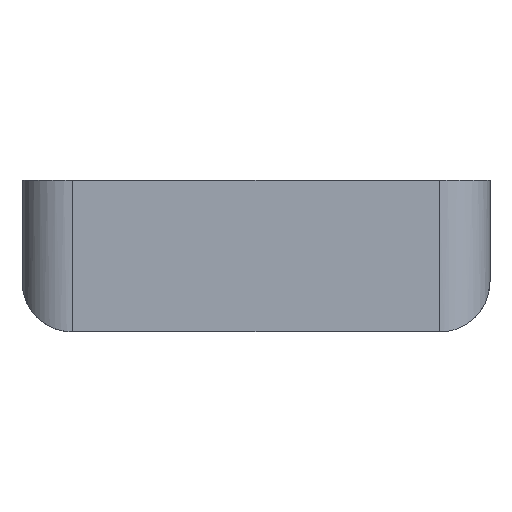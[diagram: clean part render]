
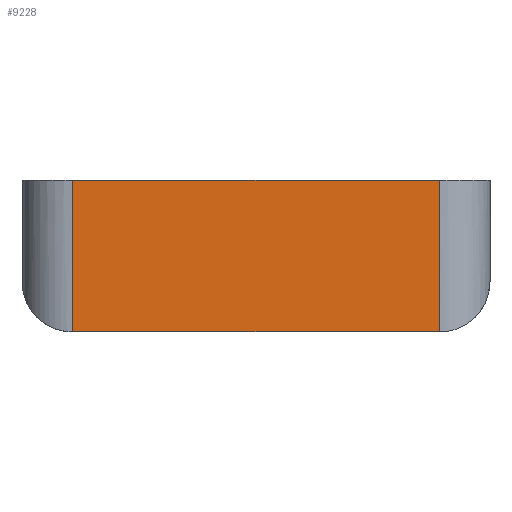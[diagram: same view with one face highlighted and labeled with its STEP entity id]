
A CAD part, front view. The second image highlights one B-rep face of the part: STEP entity #9228.
In plain terms, the highlighted planar face has unit normal (0, -1, 0).
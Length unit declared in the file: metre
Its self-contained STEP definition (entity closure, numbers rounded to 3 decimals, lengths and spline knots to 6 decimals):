
#296=LINE('',#14180,#930);
#354=LINE('',#14702,#988);
#355=LINE('',#14706,#989);
#356=LINE('',#14708,#990);
#930=VECTOR('',#11233,1.);
#988=VECTOR('',#11583,1.);
#989=VECTOR('',#11588,1.);
#990=VECTOR('',#11589,1.);
#1569=PLANE('',#10103);
#2101=ORIENTED_EDGE('',*,*,#4776,.T.);
#2102=ORIENTED_EDGE('',*,*,#5008,.F.);
#2103=ORIENTED_EDGE('',*,*,#5009,.F.);
#2104=ORIENTED_EDGE('',*,*,#5006,.T.);
#4776=EDGE_CURVE('',#6241,#6239,#296,.T.);
#5006=EDGE_CURVE('',#6463,#6241,#354,.T.);
#5008=EDGE_CURVE('',#6464,#6239,#355,.T.);
#5009=EDGE_CURVE('',#6463,#6464,#356,.T.);
#6239=VERTEX_POINT('',#14178);
#6241=VERTEX_POINT('',#14181);
#6463=VERTEX_POINT('',#14703);
#6464=VERTEX_POINT('',#14707);
#7754=EDGE_LOOP('',(#2101,#2102,#2103,#2104));
#8344=FACE_BOUND('',#7754,.T.);
#9228=ADVANCED_FACE('',(#8344),#1569,.F.);
#10103=AXIS2_PLACEMENT_3D('',#14705,#11586,#11587);
#11233=DIRECTION('',(1.,0.,0.));
#11583=DIRECTION('',(0.,0.,-1.));
#11586=DIRECTION('',(0.,1.,0.));
#11587=DIRECTION('',(0.,0.,1.));
#11588=DIRECTION('',(0.,0.,-1.));
#11589=DIRECTION('',(1.,0.,0.));
#14178=CARTESIAN_POINT('',(0.0145,-0.0585,0.));
#14180=CARTESIAN_POINT('',(0.,-0.0585,0.));
#14181=CARTESIAN_POINT('',(-0.0145,-0.0585,0.));
#14702=CARTESIAN_POINT('',(-0.0145,-0.0585,0.012));
#14703=CARTESIAN_POINT('',(-0.0145,-0.0585,0.012));
#14705=CARTESIAN_POINT('',(0.,-0.0585,0.012));
#14706=CARTESIAN_POINT('',(0.0145,-0.0585,0.012));
#14707=CARTESIAN_POINT('',(0.0145,-0.0585,0.012));
#14708=CARTESIAN_POINT('',(0.,-0.0585,0.012));
